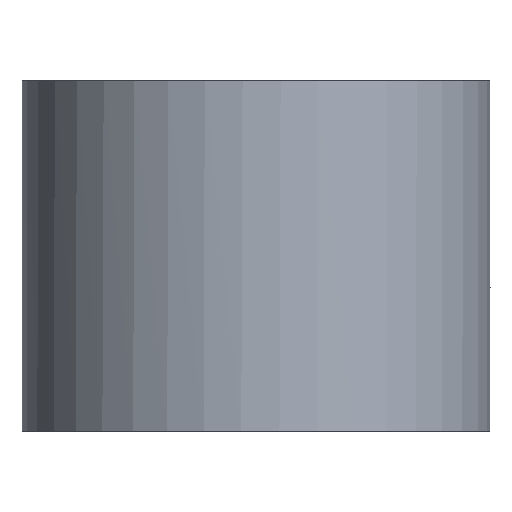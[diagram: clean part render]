
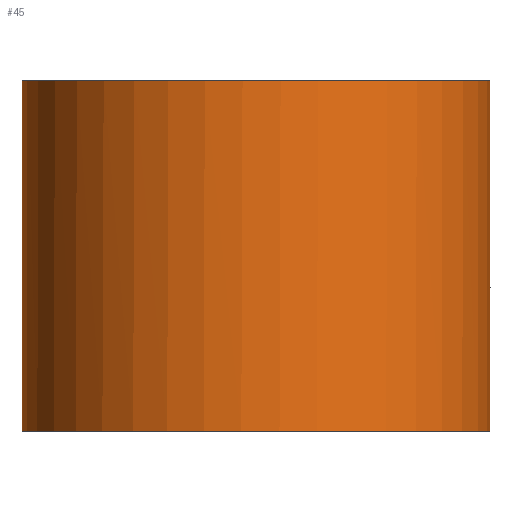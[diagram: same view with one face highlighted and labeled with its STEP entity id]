
A CAD part, front view. The second image highlights one B-rep face of the part: STEP entity #45.
In plain terms, the highlighted cylindrical face has radius 20 mm (diameter 40 mm), a partial arc.
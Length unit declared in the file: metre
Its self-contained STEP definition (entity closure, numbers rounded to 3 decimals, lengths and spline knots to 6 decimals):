
#45 = ADVANCED_FACE( '', ( #101 ), #102, .T. );
#101 = FACE_OUTER_BOUND( '', #179, .T. );
#102 = CYLINDRICAL_SURFACE( '', #180, 0.02 );
#179 = EDGE_LOOP( '', ( #257, #258, #259, #260 ) );
#180 = AXIS2_PLACEMENT_3D( '', #261, #262, #263 );
#257 = ORIENTED_EDGE( '', *, *, #414, .T. );
#258 = ORIENTED_EDGE( '', *, *, #415, .F. );
#259 = ORIENTED_EDGE( '', *, *, #416, .F. );
#260 = ORIENTED_EDGE( '', *, *, #417, .F. );
#261 = CARTESIAN_POINT( '', ( 0., 0., 0.015 ) );
#262 = DIRECTION( '', ( 0., 0., 1. ) );
#263 = DIRECTION( '', ( 0., 1., 0. ) );
#414 = EDGE_CURVE( '', #474, #475, #476, .T. );
#415 = EDGE_CURVE( '', #477, #475, #478, .T. );
#416 = EDGE_CURVE( '', #479, #477, #480, .T. );
#417 = EDGE_CURVE( '', #474, #479, #481, .T. );
#474 = VERTEX_POINT( '', #600 );
#475 = VERTEX_POINT( '', #601 );
#476 = B_SPLINE_CURVE_WITH_KNOTS( '', 3, ( #602, #603, #604, #605, #606, #607, #608, #609, #610, #611, #612, #613, #614, #615, #616, #617, #618, #619, #620, #621, #622, #623, #624, #625, #626, #627, #628, #629, #630, #631, #632, #633, #634, #635 ), .UNSPECIFIED., .F., .F., ( 4, 2, 2, 2, 2, 2, 2, 2, 2, 2, 2, 2, 2, 2, 2, 2, 4 ), ( 0., 0.0625, 0.125, 0.1875, 0.25, 0.3125, 0.375, 0.4375, 0.5, 0.5625, 0.625, 0.6875, 0.75, 0.8125, 0.875, 0.9375, 1. ), .UNSPECIFIED. );
#477 = VERTEX_POINT( '', #636 );
#478 = B_SPLINE_CURVE_WITH_KNOTS( '', 1, ( #637, #638 ), .UNSPECIFIED., .F., .F., ( 2, 2 ), ( 0., 1. ), .UNSPECIFIED. );
#479 = VERTEX_POINT( '', #639 );
#480 = B_SPLINE_CURVE_WITH_KNOTS( '', 2, ( #640, #641, #642, #643, #644, #645, #646, #647, #648, #649, #650, #651, #652, #653, #654, #655, #656, #657, #658, #659, #660, #661, #662, #663, #664, #665, #666, #667, #668, #669, #670, #671, #672 ), .UNSPECIFIED., .F., .F., ( 3, 2, 2, 2, 2, 2, 2, 2, 2, 2, 2, 2, 2, 2, 2, 2, 3 ), ( 0., 0.0625, 0.125, 0.1875, 0.25, 0.3125, 0.375, 0.4375, 0.5, 0.5625, 0.625, 0.6875, 0.75, 0.8125, 0.875, 0.9375, 1. ), .UNSPECIFIED. );
#481 = B_SPLINE_CURVE_WITH_KNOTS( '', 1, ( #673, #674 ), .UNSPECIFIED., .F., .F., ( 2, 2 ), ( 0., 1. ), .UNSPECIFIED. );
#600 = CARTESIAN_POINT( '', ( 0.02, 0., 0.015 ) );
#601 = CARTESIAN_POINT( '', ( -0.02, 0., 0.015 ) );
#602 = CARTESIAN_POINT( '', ( 0.02, 0., 0.015 ) );
#603 = CARTESIAN_POINT( '', ( 0.02, -0.001309, 0.015 ) );
#604 = CARTESIAN_POINT( '', ( 0.019871, -0.002618, 0.015 ) );
#605 = CARTESIAN_POINT( '', ( 0.01936, -0.005186, 0.015 ) );
#606 = CARTESIAN_POINT( '', ( 0.018979, -0.006444, 0.015 ) );
#607 = CARTESIAN_POINT( '', ( 0.017977, -0.008863, 0.015 ) );
#608 = CARTESIAN_POINT( '', ( 0.017357, -0.010023, 0.015 ) );
#609 = CARTESIAN_POINT( '', ( 0.015902, -0.0122, 0.015 ) );
#610 = CARTESIAN_POINT( '', ( 0.015068, -0.013217, 0.015 ) );
#611 = CARTESIAN_POINT( '', ( 0.013217, -0.015068, 0.015 ) );
#612 = CARTESIAN_POINT( '', ( 0.0122, -0.015902, 0.015 ) );
#613 = CARTESIAN_POINT( '', ( 0.010023, -0.017357, 0.015 ) );
#614 = CARTESIAN_POINT( '', ( 0.008863, -0.017977, 0.015 ) );
#615 = CARTESIAN_POINT( '', ( 0.006444, -0.018979, 0.015 ) );
#616 = CARTESIAN_POINT( '', ( 0.005186, -0.01936, 0.015 ) );
#617 = CARTESIAN_POINT( '', ( 0.002618, -0.019871, 0.015 ) );
#618 = CARTESIAN_POINT( '', ( 0.001309, -0.02, 0.015 ) );
#619 = CARTESIAN_POINT( '', ( -0.001309, -0.02, 0.015 ) );
#620 = CARTESIAN_POINT( '', ( -0.002618, -0.019871, 0.015 ) );
#621 = CARTESIAN_POINT( '', ( -0.005186, -0.01936, 0.015 ) );
#622 = CARTESIAN_POINT( '', ( -0.006444, -0.018979, 0.015 ) );
#623 = CARTESIAN_POINT( '', ( -0.008863, -0.017977, 0.015 ) );
#624 = CARTESIAN_POINT( '', ( -0.010023, -0.017357, 0.015 ) );
#625 = CARTESIAN_POINT( '', ( -0.0122, -0.015902, 0.015 ) );
#626 = CARTESIAN_POINT( '', ( -0.013217, -0.015068, 0.015 ) );
#627 = CARTESIAN_POINT( '', ( -0.015068, -0.013217, 0.015 ) );
#628 = CARTESIAN_POINT( '', ( -0.015902, -0.0122, 0.015 ) );
#629 = CARTESIAN_POINT( '', ( -0.017357, -0.010023, 0.015 ) );
#630 = CARTESIAN_POINT( '', ( -0.017977, -0.008863, 0.015 ) );
#631 = CARTESIAN_POINT( '', ( -0.018979, -0.006444, 0.015 ) );
#632 = CARTESIAN_POINT( '', ( -0.01936, -0.005186, 0.015 ) );
#633 = CARTESIAN_POINT( '', ( -0.019871, -0.002618, 0.015 ) );
#634 = CARTESIAN_POINT( '', ( -0.02, -0.001309, 0.015 ) );
#635 = CARTESIAN_POINT( '', ( -0.02, 0., 0.015 ) );
#636 = CARTESIAN_POINT( '', ( -0.02, 0., -0.015 ) );
#637 = CARTESIAN_POINT( '', ( -0.02, 0., -0.015 ) );
#638 = CARTESIAN_POINT( '', ( -0.02, 0., 0.015 ) );
#639 = CARTESIAN_POINT( '', ( 0.02, 0., -0.015 ) );
#640 = CARTESIAN_POINT( '', ( 0.02, 0., -0.015 ) );
#641 = CARTESIAN_POINT( '', ( 0.02, -0.00197, -0.015 ) );
#642 = CARTESIAN_POINT( '', ( 0.019616, -0.003902, -0.015 ) );
#643 = CARTESIAN_POINT( '', ( 0.019232, -0.005833, -0.015 ) );
#644 = CARTESIAN_POINT( '', ( 0.018478, -0.007654, -0.015 ) );
#645 = CARTESIAN_POINT( '', ( 0.017724, -0.009473, -0.015 ) );
#646 = CARTESIAN_POINT( '', ( 0.016629, -0.011111, -0.015 ) );
#647 = CARTESIAN_POINT( '', ( 0.015535, -0.012749, -0.015 ) );
#648 = CARTESIAN_POINT( '', ( 0.014142, -0.014142, -0.015 ) );
#649 = CARTESIAN_POINT( '', ( 0.01275, -0.015535, -0.015 ) );
#650 = CARTESIAN_POINT( '', ( 0.011111, -0.016629, -0.015 ) );
#651 = CARTESIAN_POINT( '', ( 0.009474, -0.017724, -0.015 ) );
#652 = CARTESIAN_POINT( '', ( 0.007654, -0.018478, -0.015 ) );
#653 = CARTESIAN_POINT( '', ( 0.005834, -0.019231, -0.015 ) );
#654 = CARTESIAN_POINT( '', ( 0.003902, -0.019616, -0.015 ) );
#655 = CARTESIAN_POINT( '', ( 0.00197, -0.02, -0.015 ) );
#656 = CARTESIAN_POINT( '', ( 0., -0.02, -0.015 ) );
#657 = CARTESIAN_POINT( '', ( -0.001969, -0.02, -0.015 ) );
#658 = CARTESIAN_POINT( '', ( -0.003902, -0.019616, -0.015 ) );
#659 = CARTESIAN_POINT( '', ( -0.005833, -0.019232, -0.015 ) );
#660 = CARTESIAN_POINT( '', ( -0.007654, -0.018478, -0.015 ) );
#661 = CARTESIAN_POINT( '', ( -0.009473, -0.017724, -0.015 ) );
#662 = CARTESIAN_POINT( '', ( -0.011111, -0.016629, -0.015 ) );
#663 = CARTESIAN_POINT( '', ( -0.012749, -0.015535, -0.015 ) );
#664 = CARTESIAN_POINT( '', ( -0.014142, -0.014142, -0.015 ) );
#665 = CARTESIAN_POINT( '', ( -0.015535, -0.01275, -0.015 ) );
#666 = CARTESIAN_POINT( '', ( -0.016629, -0.011111, -0.015 ) );
#667 = CARTESIAN_POINT( '', ( -0.017724, -0.009474, -0.015 ) );
#668 = CARTESIAN_POINT( '', ( -0.018478, -0.007654, -0.015 ) );
#669 = CARTESIAN_POINT( '', ( -0.019231, -0.005834, -0.015 ) );
#670 = CARTESIAN_POINT( '', ( -0.019616, -0.003902, -0.015 ) );
#671 = CARTESIAN_POINT( '', ( -0.02, -0.00197, -0.015 ) );
#672 = CARTESIAN_POINT( '', ( -0.02, 0., -0.015 ) );
#673 = CARTESIAN_POINT( '', ( 0.02, 0., 0.015 ) );
#674 = CARTESIAN_POINT( '', ( 0.02, 0., -0.015 ) );
